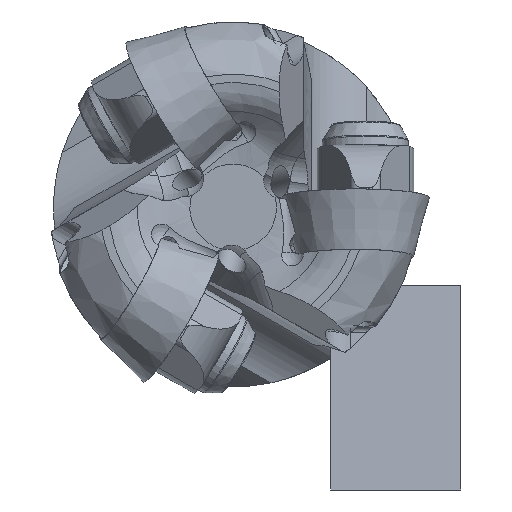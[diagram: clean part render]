
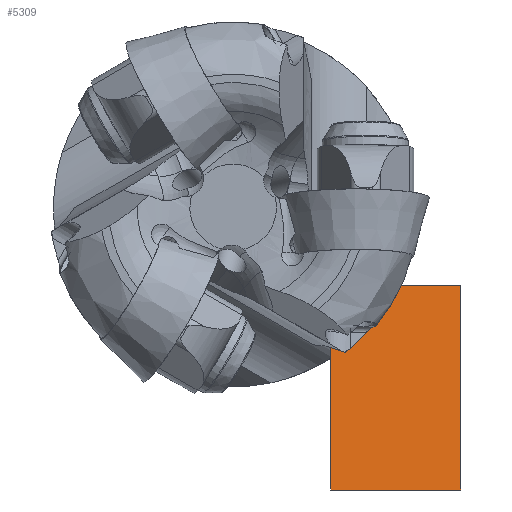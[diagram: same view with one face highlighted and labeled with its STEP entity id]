
A CAD part, left-side view. The second image highlights one B-rep face of the part: STEP entity #5309.
In plain terms, the highlighted planar face has unit normal (-0.993, 0, 0.122).
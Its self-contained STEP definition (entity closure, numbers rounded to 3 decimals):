
#1582=PLANE('',#32174);
#3361=FACE_OUTER_BOUND('',#11620,.T.);
#5309=ADVANCED_FACE('',(#3361),#1582,.T.);
#6361=LINE('',#73105,#7012);
#6362=LINE('',#73108,#7013);
#6363=LINE('',#73110,#7014);
#6364=LINE('',#73112,#7015);
#7012=VECTOR('',#37205,1.);
#7013=VECTOR('',#37206,1.);
#7014=VECTOR('',#37207,1.);
#7015=VECTOR('',#37208,1.);
#11620=EDGE_LOOP('',(#19374,#19375,#19376,#19377));
#19374=ORIENTED_EDGE('',*,*,#27550,.T.);
#19375=ORIENTED_EDGE('',*,*,#27551,.T.);
#19376=ORIENTED_EDGE('',*,*,#27552,.T.);
#19377=ORIENTED_EDGE('',*,*,#27553,.T.);
#23319=VERTEX_POINT('',#73106);
#23320=VERTEX_POINT('',#73107);
#23321=VERTEX_POINT('',#73109);
#23322=VERTEX_POINT('',#73111);
#27550=EDGE_CURVE('',#23319,#23320,#6361,.T.);
#27551=EDGE_CURVE('',#23320,#23321,#6362,.T.);
#27552=EDGE_CURVE('',#23321,#23322,#6363,.T.);
#27553=EDGE_CURVE('',#23322,#23319,#6364,.T.);
#32174=AXIS2_PLACEMENT_3D('',#73113,#37209,#37210);
#37205=DIRECTION('',(0.,-1.,0.));
#37206=DIRECTION('',(0.122,0.,0.993));
#37207=DIRECTION('',(0.,1.,0.));
#37208=DIRECTION('',(-0.122,0.,-0.993));
#37209=DIRECTION('',(-0.993,0.,0.122));
#37210=DIRECTION('',(0.122,0.,0.993));
#73105=CARTESIAN_POINT('',(14.627,-18.4,-22.824));
#73106=CARTESIAN_POINT('',(14.627,-7.9,-22.824));
#73107=CARTESIAN_POINT('',(14.627,-18.4,-22.824));
#73108=CARTESIAN_POINT('',(16.651,-18.4,-6.348));
#73109=CARTESIAN_POINT('',(16.651,-18.4,-6.348));
#73110=CARTESIAN_POINT('',(16.651,-18.4,-6.348));
#73111=CARTESIAN_POINT('',(16.651,-7.9,-6.348));
#73112=CARTESIAN_POINT('',(16.651,-7.9,-6.348));
#73113=CARTESIAN_POINT('',(16.651,-18.4,-6.348));
